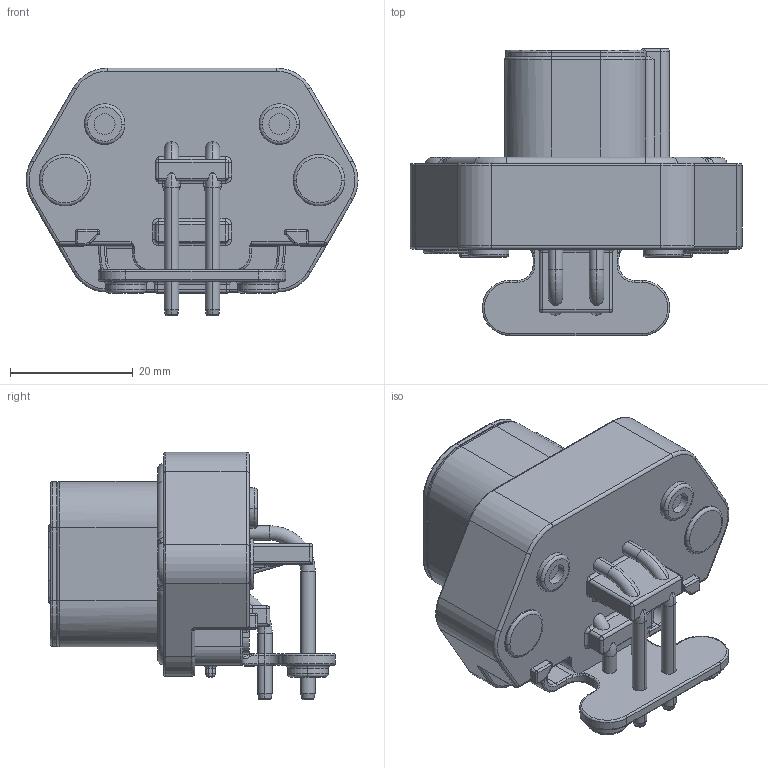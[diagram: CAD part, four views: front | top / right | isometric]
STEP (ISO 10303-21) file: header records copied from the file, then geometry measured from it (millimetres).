
FILE_DESCRIPTION((''),'2;1');
FILE_NAME('BREP_WITH_VOIDS_28261','2019-08-13T',('peter.yang'),(''),'PRO/ENGINEER BY PARAMETRIC TECHNOLOGY CORPORATION, 2016360','PRO/ENGINEER BY PARAMETRIC TECHNOLOGY CORPORATION, 2016360','');
FILE_SCHEMA(('CONFIG_CONTROL_DESIGN'));
Length unit declared in the file: millimetre
Products named in the file (1): BREP_WITH_VOIDS_28261
Bounding box: 54.1 x 46.73 x 40.35 mm (x, y, z)
Volume: 28416.3 mm3; surface area: 11481.8 mm2
Topology: 1 solids, 1 shells, 753 faces, 2005 edges, 1247 vertices
Faces by surface type: cylinder 281, plane 194, torus 128, extrusion 49, bspline 48, sphere 33, cone 20
Entity records: 27999 total; most frequent: CARTESIAN_POINT 9559, ORIENTED_EDGE 3944, DIRECTION 3813, EDGE_CURVE 1972, AXIS2_PLACEMENT_3D 1464, VERTEX_POINT 1247, VECTOR 885, LINE 836
